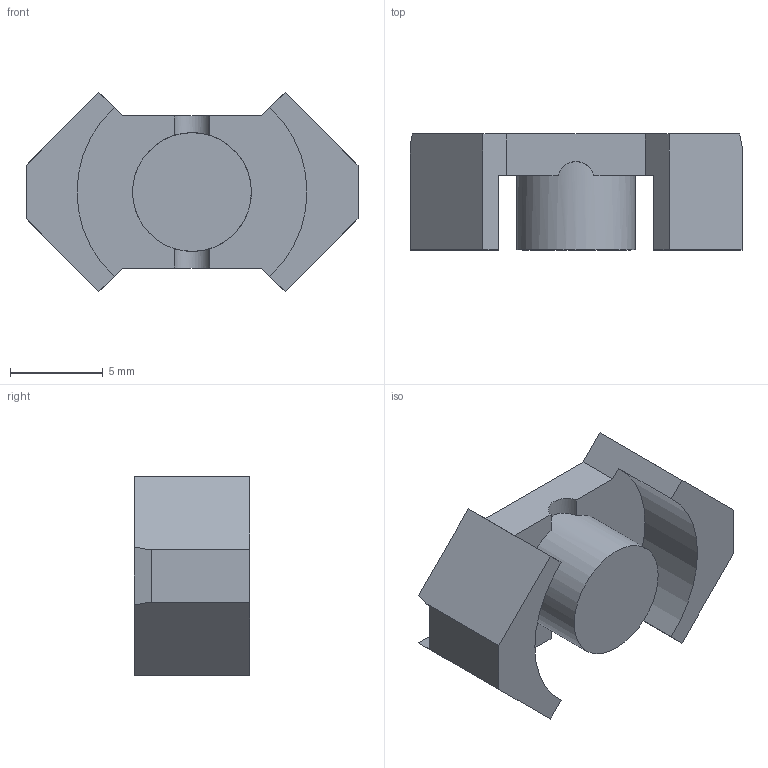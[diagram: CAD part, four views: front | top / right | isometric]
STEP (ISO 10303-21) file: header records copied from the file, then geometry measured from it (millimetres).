
FILE_DESCRIPTION (( 'STEP AP214' ), '1' );
FILE_NAME ('RM-6.step', '2018-04-25T18:34:39', ( '' ), ( '' ), 'SwSTEP 2.0', 'SolidWorks 2017', '' );
FILE_SCHEMA (( 'AUTOMOTIVE_DESIGN' ));
Length unit declared in the file: millimetre
Products named in the file (1): RM-6
Bounding box: 17.9 x 6.25 x 10.76 mm (x, y, z)
Volume: 602.6 mm3; surface area: 693.7 mm2
Topology: 1 solids, 1 shells, 31 faces, 87 edges, 58 vertices
Faces by surface type: plane 26, cylinder 5
Full cylindrical faces by diameter (mm): 6.4 x1
Entity records: 1026 total; most frequent: CARTESIAN_POINT 194, ORIENTED_EDGE 170, DIRECTION 156, EDGE_CURVE 85, LINE 74, VECTOR 74, VERTEX_POINT 57, AXIS2_PLACEMENT_3D 41
